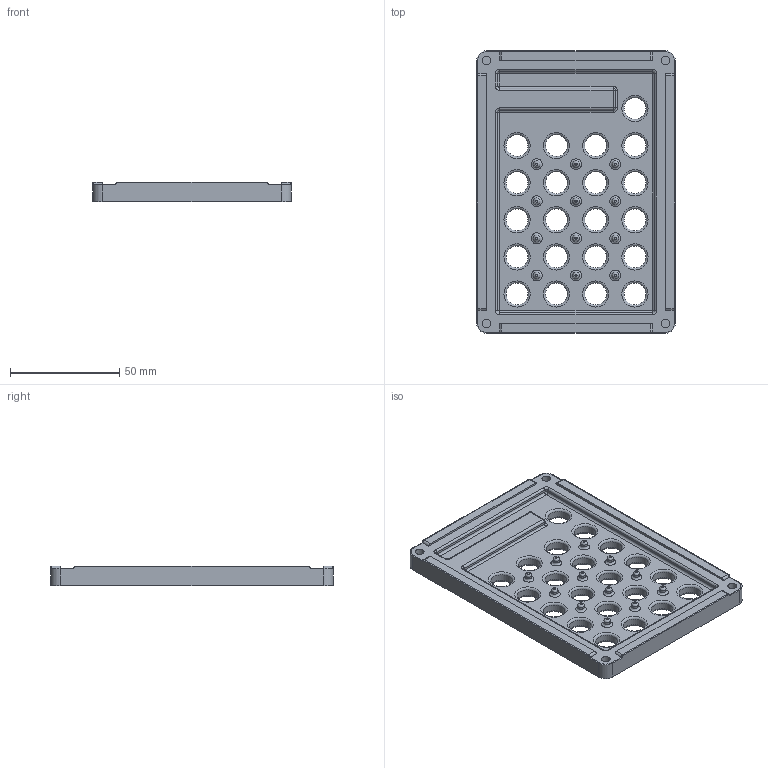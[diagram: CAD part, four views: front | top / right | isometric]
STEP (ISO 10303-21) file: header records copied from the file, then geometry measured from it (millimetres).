
FILE_DESCRIPTION(/* description */ (''),/* implementation_level */ '2;1');
FILE_NAME(/* name */ 'Shrimple20 Keypad Base.step',/* time_stamp */ '2026-01-05T22:39:19-05:00',/* author */ (''),/* organization */ (''),/* preprocessor_version */ 'ST-DEVELOPER v20.1',/* originating_system */ 'Autodesk Translation Framework v14.21.0.0',/* authorisation */ '');
FILE_SCHEMA (('AUTOMOTIVE_DESIGN { 1 0 10303 214 3 1 1 }'));
Length unit declared in the file: millimetre
Products named in the file (1): Keyboard Case_Shrimple 20 Base
Bounding box: 91 x 129.5 x 9 mm (x, y, z)
Volume: 64903.3 mm3; surface area: 28586.5 mm2
Topology: 1 solids, 1 shells, 234 faces, 544 edges, 329 vertices
Faces by surface type: cylinder 97, torus 70, plane 39, sphere 16, bspline 12
Full cylindrical faces by diameter (mm): 3 x12, 4 x4, 10 x21
Entity records: 7148 total; most frequent: CARTESIAN_POINT 1420, DIRECTION 1377, ORIENTED_EDGE 1088, AXIS2_PLACEMENT_3D 610, EDGE_CURVE 544, CIRCLE 379, VERTEX_POINT 329, EDGE_LOOP 293
